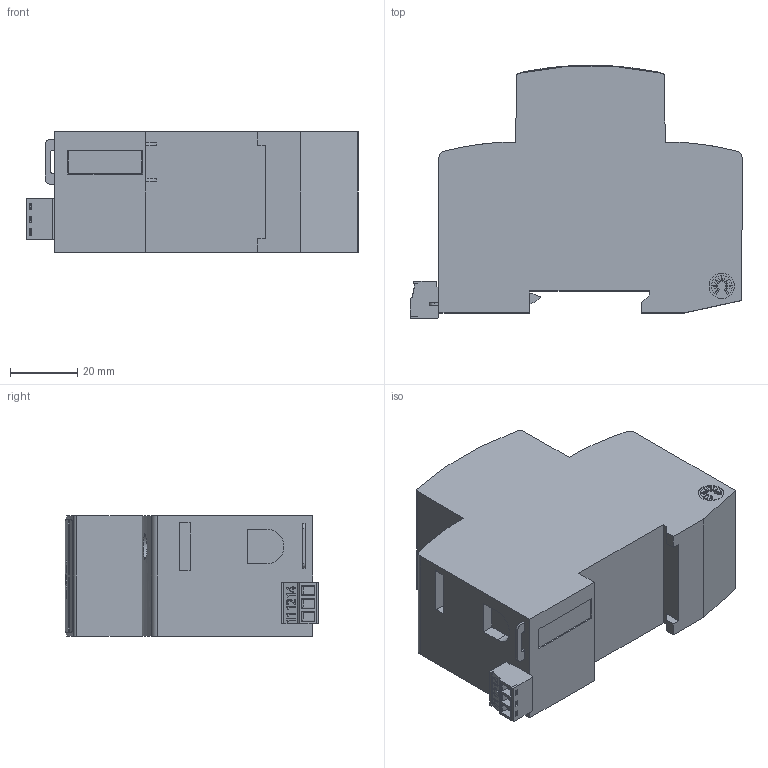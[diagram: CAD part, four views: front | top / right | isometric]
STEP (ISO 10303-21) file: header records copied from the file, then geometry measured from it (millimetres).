
FILE_DESCRIPTION (( 'STEP AP214' ), '1' );
FILE_NAME ('F-DWG-00603.STEP', '2022-09-27T07:59:39', ( '' ), ( '' ), 'SwSTEP 2.0', 'SolidWorks 2022', '' );
FILE_SCHEMA (( 'AUTOMOTIVE_DESIGN' ));
Length unit declared in the file: millimetre
Products named in the file (1): F-DWG-00603
Bounding box: 98.6 x 75.26 x 35.8 mm (x, y, z)
Volume: 185396.6 mm3; surface area: 24694.7 mm2
Topology: 1 solids, 1 shells, 1375 faces, 3764 edges, 2497 vertices
Faces by surface type: plane 673, bspline 541, cylinder 131, cone 15, torus 12, sphere 3
Full cylindrical faces by diameter (mm): 7.5 x3, 7.517 x1
Entity records: 65926 total; most frequent: CARTESIAN_POINT 20038, ORIENTED_EDGE 7502, DIRECTION 4442, EDGE_CURVE 3751, VERTEX_POINT 2491, VECTOR 2022, LINE 2022, EDGE_LOOP 1506
